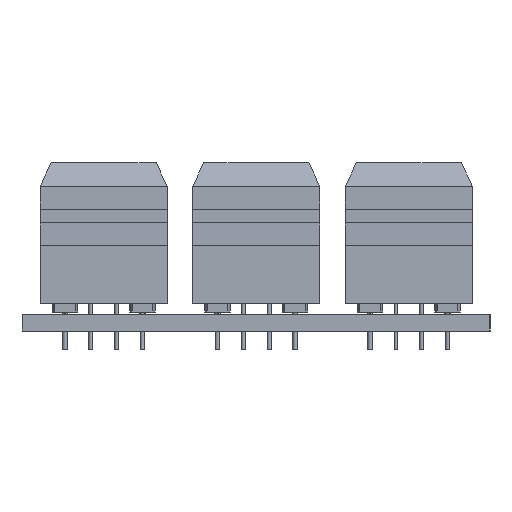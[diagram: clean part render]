
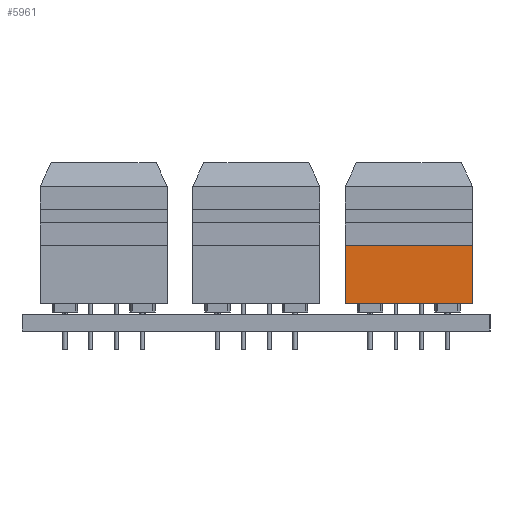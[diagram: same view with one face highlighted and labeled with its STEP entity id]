
A CAD part, left-side view. The second image highlights one B-rep face of the part: STEP entity #5961.
In plain terms, the highlighted face is planar.
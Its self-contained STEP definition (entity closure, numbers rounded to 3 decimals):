
#4715 = EDGE_CURVE('',#4716,#4718,#4720,.T.);
#4716 = VERTEX_POINT('',#4717);
#4717 = CARTESIAN_POINT('',(6.25,0.,8.8));
#4718 = VERTEX_POINT('',#4719);
#4719 = CARTESIAN_POINT('',(-6.25,0.,8.8));
#4720 = LINE('',#4721,#4722);
#4721 = CARTESIAN_POINT('',(6.25,0.,8.8));
#4722 = VECTOR('',#4723,1.);
#4723 = DIRECTION('',(-1.,0.,0.));
#5849 = VERTEX_POINT('',#5850);
#5850 = CARTESIAN_POINT('',(6.25,5.72,8.8));
#5856 = EDGE_CURVE('',#4716,#5849,#5857,.T.);
#5857 = LINE('',#5858,#5859);
#5858 = CARTESIAN_POINT('',(6.25,0.,8.8));
#5859 = VECTOR('',#5860,1.);
#5860 = DIRECTION('',(0.,1.,0.));
#5885 = EDGE_CURVE('',#4718,#5886,#5888,.T.);
#5886 = VERTEX_POINT('',#5887);
#5887 = CARTESIAN_POINT('',(-6.25,5.72,8.8));
#5888 = LINE('',#5889,#5890);
#5889 = CARTESIAN_POINT('',(-6.25,0.,8.8));
#5890 = VECTOR('',#5891,1.);
#5891 = DIRECTION('',(0.,1.,0.));
#5939 = EDGE_CURVE('',#5849,#5886,#5940,.T.);
#5940 = LINE('',#5941,#5942);
#5941 = CARTESIAN_POINT('',(-6.25,5.72,8.8));
#5942 = VECTOR('',#5943,1.);
#5943 = DIRECTION('',(-1.,0.,0.));
#5961 = ADVANCED_FACE('',(#5962),#5968,.T.);
#5962 = FACE_BOUND('',#5963,.T.);
#5963 = EDGE_LOOP('',(#5964,#5965,#5966,#5967));
#5964 = ORIENTED_EDGE('',*,*,#5939,.T.);
#5965 = ORIENTED_EDGE('',*,*,#5885,.F.);
#5966 = ORIENTED_EDGE('',*,*,#4715,.F.);
#5967 = ORIENTED_EDGE('',*,*,#5856,.T.);
#5968 = PLANE('',#5969);
#5969 = AXIS2_PLACEMENT_3D('',#5970,#5971,#5972);
#5970 = CARTESIAN_POINT('',(-6.25,0.,8.8));
#5971 = DIRECTION('',(0.,0.,1.));
#5972 = DIRECTION('',(1.,0.,0.));
